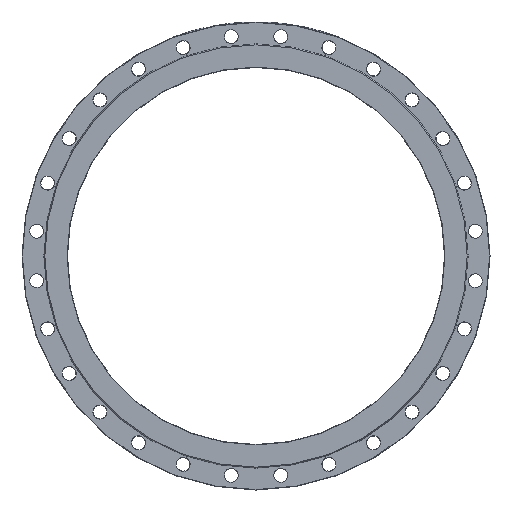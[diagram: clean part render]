
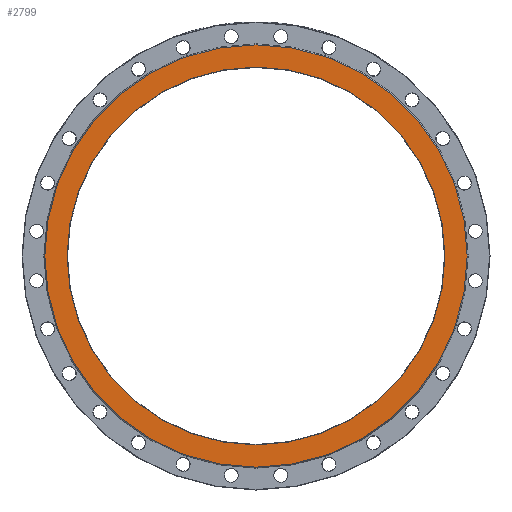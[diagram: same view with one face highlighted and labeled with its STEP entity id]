
A CAD part, left-side view. The second image highlights one B-rep face of the part: STEP entity #2799.
In plain terms, the highlighted planar face has unit normal (-1, 0, 0).
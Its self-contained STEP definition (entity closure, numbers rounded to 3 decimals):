
#1290 = DIRECTION ( 'NONE',  ( 0., 0., -1. ) ) ;
#1574 = CIRCLE ( 'NONE', #6302, 496.5 ) ;
#1769 = AXIS2_PLACEMENT_3D ( 'NONE', #6914, #2938, #9383 ) ;
#2799 = ADVANCED_FACE ( 'NONE', ( #8513, #6043 ), #7767, .F. ) ;
#2908 = DIRECTION ( 'NONE',  ( 1., 0., 0. ) ) ;
#2938 = DIRECTION ( 'NONE',  ( -1., 0., 0. ) ) ;
#3005 = DIRECTION ( 'NONE',  ( 1., 0., 0. ) ) ;
#3409 = CARTESIAN_POINT ( 'NONE',  ( 0., 0., 555. ) ) ;
#3453 = CIRCLE ( 'NONE', #1769, 555. ) ;
#3513 = VERTEX_POINT ( 'NONE', #3409 ) ;
#4943 = EDGE_CURVE ( 'NONE', #8696, #8696, #1574, .T. ) ;
#5144 = CARTESIAN_POINT ( 'NONE',  ( 0., 495.5, 0. ) ) ;
#5655 = ORIENTED_EDGE ( 'NONE', *, *, #8095, .T. ) ;
#5977 = ORIENTED_EDGE ( 'NONE', *, *, #4943, .T. ) ;
#6043 = FACE_OUTER_BOUND ( 'NONE', #8305, .T. ) ;
#6245 = DIRECTION ( 'NONE',  ( 0., 0., -1. ) ) ;
#6295 = CARTESIAN_POINT ( 'NONE',  ( 0., 0., 0. ) ) ;
#6302 = AXIS2_PLACEMENT_3D ( 'NONE', #6295, #3005, #6245 ) ;
#6914 = CARTESIAN_POINT ( 'NONE',  ( 0., 0., 0. ) ) ;
#7767 = PLANE ( 'NONE',  #9426 ) ;
#8095 = EDGE_CURVE ( 'NONE', #3513, #3513, #3453, .T. ) ;
#8255 = EDGE_LOOP ( 'NONE', ( #5977 ) ) ;
#8305 = EDGE_LOOP ( 'NONE', ( #5655 ) ) ;
#8513 = FACE_BOUND ( 'NONE', #8255, .T. ) ;
#8696 = VERTEX_POINT ( 'NONE', #8744 ) ;
#8744 = CARTESIAN_POINT ( 'NONE',  ( 0., 0., -496.5 ) ) ;
#9383 = DIRECTION ( 'NONE',  ( 0., 0., 1. ) ) ;
#9426 = AXIS2_PLACEMENT_3D ( 'NONE', #5144, #2908, #1290 ) ;
